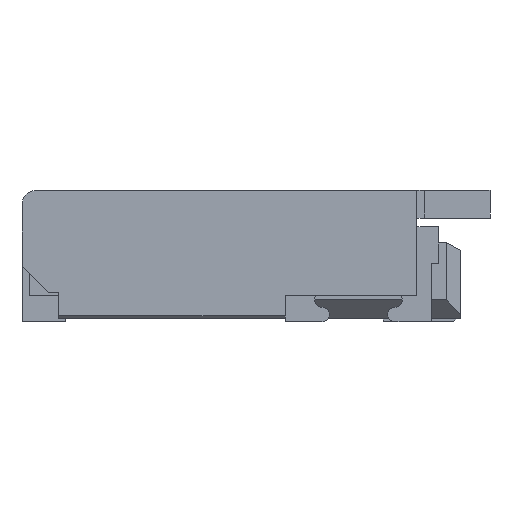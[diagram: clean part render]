
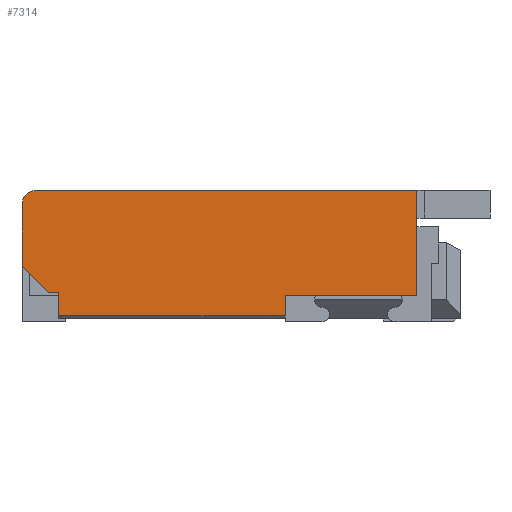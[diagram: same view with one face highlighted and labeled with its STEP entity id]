
A CAD part, left-side view. The second image highlights one B-rep face of the part: STEP entity #7314.
In plain terms, the highlighted planar face has unit normal (-1, 0, 0).
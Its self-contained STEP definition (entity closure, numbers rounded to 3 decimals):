
#5320=CARTESIAN_POINT('',(-5.075,-1.1,0.9));
#5321=VERTEX_POINT('',#5320);
#5328=CARTESIAN_POINT('',(-5.075,-1.1,0.18));
#5329=VERTEX_POINT('',#5328);
#5330=CARTESIAN_POINT('',(-5.075,-1.1,0.9));
#5331=DIRECTION('',(0.0,0.0,-1.0));
#5332=VECTOR('',#5331,0.72);
#5333=LINE('',#5330,#5332);
#5334=EDGE_CURVE('',#5321,#5329,#5333,.T.);
#5361=CARTESIAN_POINT('',(-5.075,1.35,0.04));
#5362=VERTEX_POINT('',#5361);
#5369=CARTESIAN_POINT('',(-5.075,1.35,0.2));
#5370=VERTEX_POINT('',#5369);
#5371=CARTESIAN_POINT('',(-5.075,1.35,0.2));
#5372=DIRECTION('',(0.0,0.0,-1.0));
#5373=VECTOR('',#5372,0.16);
#5374=LINE('',#5371,#5373);
#5375=EDGE_CURVE('',#5370,#5362,#5374,.T.);
#5585=CARTESIAN_POINT('',(-5.075,-0.2,0.18));
#5586=VERTEX_POINT('',#5585);
#5593=CARTESIAN_POINT('',(-5.075,-0.2,0.04));
#5594=VERTEX_POINT('',#5593);
#5595=CARTESIAN_POINT('',(-5.075,-0.2,0.18));
#5596=DIRECTION('',(0.0,0.0,-1.0));
#5597=VECTOR('',#5596,0.14);
#5598=LINE('',#5595,#5597);
#5599=EDGE_CURVE('',#5586,#5594,#5598,.T.);
#5686=CARTESIAN_POINT('',(-5.075,-0.2,0.18));
#5687=DIRECTION('',(0.0,-1.0,0.0));
#5688=VECTOR('',#5687,0.9);
#5689=LINE('',#5686,#5688);
#5690=EDGE_CURVE('',#5586,#5329,#5689,.T.);
#7189=CARTESIAN_POINT('',(-5.075,1.6,0.38));
#7190=VERTEX_POINT('',#7189);
#7197=CARTESIAN_POINT('',(-5.075,1.6,0.8));
#7198=VERTEX_POINT('',#7197);
#7199=CARTESIAN_POINT('',(-5.075,1.6,0.8));
#7200=DIRECTION('',(0.0,0.0,-1.0));
#7201=VECTOR('',#7200,0.42);
#7202=LINE('',#7199,#7201);
#7203=EDGE_CURVE('',#7198,#7190,#7202,.T.);
#7267=CARTESIAN_POINT('',(-5.075,-1.235,-0.003));
#7268=DIRECTION('',(1.0,0.0,0.0));
#7269=DIRECTION('',(0.0,1.0,0.0));
#7270=AXIS2_PLACEMENT_3D('',#7267,#7268,#7269);
#7271=PLANE('',#7270);
#7272=CARTESIAN_POINT('',(-5.075,1.5,0.9));
#7273=VERTEX_POINT('',#7272);
#7274=CARTESIAN_POINT('',(-5.075,1.5,0.9));
#7275=DIRECTION('',(0.0,-1.0,0.0));
#7276=VECTOR('',#7275,2.6);
#7277=LINE('',#7274,#7276);
#7278=EDGE_CURVE('',#7273,#5321,#7277,.T.);
#7279=ORIENTED_EDGE('',*,*,#7278,.F.);
#7280=CARTESIAN_POINT('',(-5.075,1.5,0.8));
#7281=DIRECTION('',(-1.0,0.0,0.0));
#7282=DIRECTION('',(0.0,1.0,0.0));
#7283=AXIS2_PLACEMENT_3D('',#7280,#7281,#7282);
#7284=CIRCLE('',#7283,0.1);
#7285=EDGE_CURVE('',#7273,#7198,#7284,.T.);
#7286=ORIENTED_EDGE('',*,*,#7285,.T.);
#7287=ORIENTED_EDGE('',*,*,#7203,.T.);
#7288=CARTESIAN_POINT('',(-5.075,1.42,0.2));
#7289=VERTEX_POINT('',#7288);
#7290=CARTESIAN_POINT('',(-5.075,1.6,0.38));
#7291=DIRECTION('',(0.0,-0.707,-0.707));
#7292=VECTOR('',#7291,0.255);
#7293=LINE('',#7290,#7292);
#7294=EDGE_CURVE('',#7190,#7289,#7293,.T.);
#7295=ORIENTED_EDGE('',*,*,#7294,.T.);
#7296=CARTESIAN_POINT('',(-5.075,1.42,0.2));
#7297=DIRECTION('',(0.0,-1.0,0.0));
#7298=VECTOR('',#7297,0.07);
#7299=LINE('',#7296,#7298);
#7300=EDGE_CURVE('',#7289,#5370,#7299,.T.);
#7301=ORIENTED_EDGE('',*,*,#7300,.T.);
#7302=ORIENTED_EDGE('',*,*,#5375,.T.);
#7303=CARTESIAN_POINT('',(-5.075,-0.2,0.04));
#7304=DIRECTION('',(0.0,1.0,0.0));
#7305=VECTOR('',#7304,1.55);
#7306=LINE('',#7303,#7305);
#7307=EDGE_CURVE('',#5594,#5362,#7306,.T.);
#7308=ORIENTED_EDGE('',*,*,#7307,.F.);
#7309=ORIENTED_EDGE('',*,*,#5599,.F.);
#7310=ORIENTED_EDGE('',*,*,#5690,.T.);
#7311=ORIENTED_EDGE('',*,*,#5334,.F.);
#7312=EDGE_LOOP('',(#7279,#7286,#7287,#7295,#7301,#7302,#7308,#7309,#7310,#7311));
#7313=FACE_OUTER_BOUND('',#7312,.T.);
#7314=ADVANCED_FACE('',(#7313),#7271,.F.);
